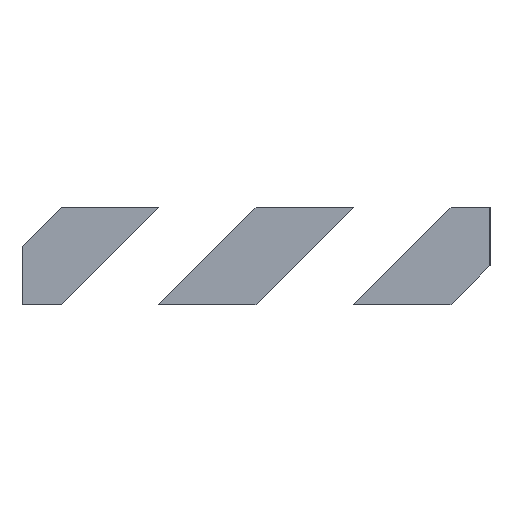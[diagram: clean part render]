
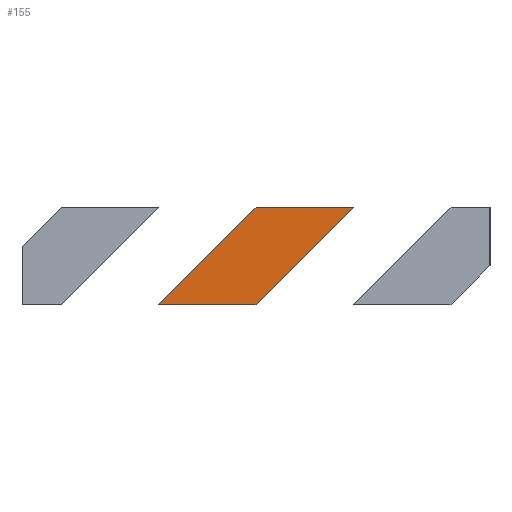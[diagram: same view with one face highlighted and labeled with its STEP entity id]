
A CAD part, left-side view. The second image highlights one B-rep face of the part: STEP entity #155.
In plain terms, the highlighted planar face has unit normal (-1, 0, 0).
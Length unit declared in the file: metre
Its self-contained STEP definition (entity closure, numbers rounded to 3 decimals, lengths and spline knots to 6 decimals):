
#155 = ADVANCED_FACE( '', ( #305 ), #306, .T. );
#305 = FACE_OUTER_BOUND( '', #457, .T. );
#306 = PLANE( '', #458 );
#457 = EDGE_LOOP( '', ( #751, #752, #753, #754 ) );
#458 = AXIS2_PLACEMENT_3D( '', #755, #756, #757 );
#751 = ORIENTED_EDGE( '', *, *, #920, .T. );
#752 = ORIENTED_EDGE( '', *, *, #820, .T. );
#753 = ORIENTED_EDGE( '', *, *, #830, .F. );
#754 = ORIENTED_EDGE( '', *, *, #921, .F. );
#755 = CARTESIAN_POINT( '', ( -0.73787, -3.446186, 0.800578 ) );
#756 = DIRECTION( '', ( -1., 0., 0. ) );
#757 = DIRECTION( '', ( 0., 1., 0. ) );
#820 = EDGE_CURVE( '', #956, #954, #957, .T. );
#830 = EDGE_CURVE( '', #971, #954, #973, .T. );
#920 = EDGE_CURVE( '', #1099, #956, #1100, .T. );
#921 = EDGE_CURVE( '', #1099, #971, #1101, .T. );
#954 = VERTEX_POINT( '', #1144 );
#956 = VERTEX_POINT( '', #1147 );
#957 = LINE( '', #1148, #1149 );
#971 = VERTEX_POINT( '', #1169 );
#973 = LINE( '', #1172, #1173 );
#1099 = VERTEX_POINT( '', #1359 );
#1100 = LINE( '', #1360, #1361 );
#1101 = LINE( '', #1362, #1363 );
#1144 = CARTESIAN_POINT( '', ( -0.73787, -3.446186, 0.864078 ) );
#1147 = CARTESIAN_POINT( '', ( -0.73787, -3.573186, 0.864078 ) );
#1148 = CARTESIAN_POINT( '', ( -0.73787, -3.509686, 0.864078 ) );
#1149 = VECTOR( '', #1385, 1. );
#1169 = CARTESIAN_POINT( '', ( -0.73787, -3.319186, 0.737078 ) );
#1172 = CARTESIAN_POINT( '', ( -0.73787, -3.382686, 0.800578 ) );
#1173 = VECTOR( '', #1393, 1. );
#1359 = CARTESIAN_POINT( '', ( -0.73787, -3.446186, 0.737078 ) );
#1360 = CARTESIAN_POINT( '', ( -0.73787, -3.509686, 0.800578 ) );
#1361 = VECTOR( '', #1454, 1. );
#1362 = CARTESIAN_POINT( '', ( -0.73787, -3.382686, 0.737078 ) );
#1363 = VECTOR( '', #1455, 1. );
#1385 = DIRECTION( '', ( 0., 1., 0. ) );
#1393 = DIRECTION( '', ( 0., -0.707, 0.707 ) );
#1454 = DIRECTION( '', ( 0., -0.707, 0.707 ) );
#1455 = DIRECTION( '', ( 0., 1., 0. ) );
